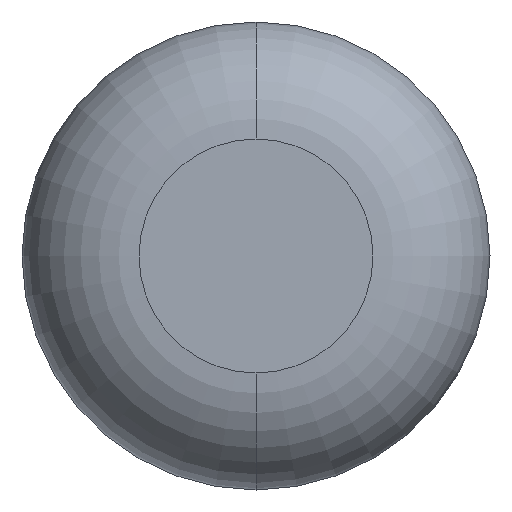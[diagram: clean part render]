
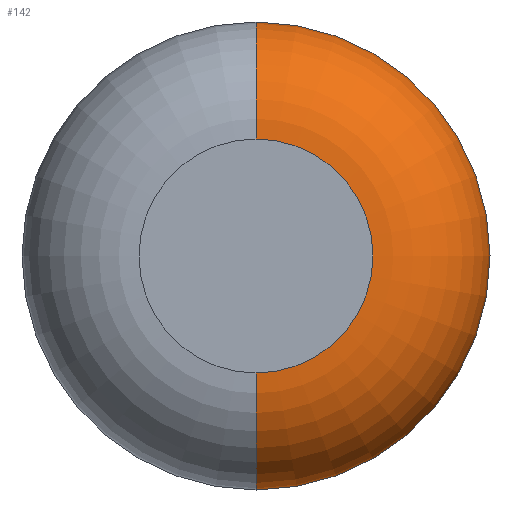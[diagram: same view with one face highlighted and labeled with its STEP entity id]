
A CAD part, front view. The second image highlights one B-rep face of the part: STEP entity #142.
In plain terms, the highlighted toroidal (fillet/blend) face has major radius 6.35 mm and minor radius 6.35 mm.
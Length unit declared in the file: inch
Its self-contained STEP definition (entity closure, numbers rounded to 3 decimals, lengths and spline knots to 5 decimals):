
#4 = DIRECTION ( 'NONE',  ( 1., 0., 0. ) ) ;
#6 = CARTESIAN_POINT ( 'NONE',  ( 0., 0.25, 0. ) ) ;
#7 = CIRCLE ( 'NONE', #233, 0.25 ) ;
#20 = CARTESIAN_POINT ( 'NONE',  ( 0., 0.25, -0.5 ) ) ;
#38 = CARTESIAN_POINT ( 'NONE',  ( 0., 0.25, 0.25 ) ) ;
#39 = ORIENTED_EDGE ( 'NONE', *, *, #58, .F. ) ;
#51 = DIRECTION ( 'NONE',  ( 0., -1., 0. ) ) ;
#58 = EDGE_CURVE ( 'NONE', #94, #268, #70, .T. ) ;
#66 = VERTEX_POINT ( 'NONE', #20 ) ;
#70 = CIRCLE ( 'NONE', #202, 0.25 ) ;
#75 = DIRECTION ( 'NONE',  ( 0., 0., -1. ) ) ;
#77 = ORIENTED_EDGE ( 'NONE', *, *, #96, .F. ) ;
#89 = DIRECTION ( 'NONE',  ( 0., 0., -1. ) ) ;
#94 = VERTEX_POINT ( 'NONE', #277 ) ;
#96 = EDGE_CURVE ( 'NONE', #66, #94, #7, .T. ) ;
#128 = FACE_OUTER_BOUND ( 'NONE', #217, .T. ) ;
#142 = ADVANCED_FACE ( 'NONE', ( #128 ), #308, .T. ) ;
#148 = CARTESIAN_POINT ( 'NONE',  ( 0., 0., 0. ) ) ;
#179 = DIRECTION ( 'NONE',  ( 0., 0., -1. ) ) ;
#191 = ORIENTED_EDGE ( 'NONE', *, *, #366, .T. ) ;
#195 = ORIENTED_EDGE ( 'NONE', *, *, #389, .T. ) ;
#196 = DIRECTION ( 'NONE',  ( 0., 0., -1. ) ) ;
#202 = AXIS2_PLACEMENT_3D ( 'NONE', #148, #360, #89 ) ;
#207 = CARTESIAN_POINT ( 'NONE',  ( 0., 0., 0.25 ) ) ;
#211 = CARTESIAN_POINT ( 'NONE',  ( 0., 0.25, -0.25 ) ) ;
#217 = EDGE_LOOP ( 'NONE', ( #191, #195, #39, #77 ) ) ;
#221 = VERTEX_POINT ( 'NONE', #355 ) ;
#229 = CIRCLE ( 'NONE', #335, 0.25 ) ;
#230 = DIRECTION ( 'NONE',  ( -1., 0., 0. ) ) ;
#233 = AXIS2_PLACEMENT_3D ( 'NONE', #211, #230, #356 ) ;
#251 = AXIS2_PLACEMENT_3D ( 'NONE', #297, #51, #179 ) ;
#268 = VERTEX_POINT ( 'NONE', #207 ) ;
#277 = CARTESIAN_POINT ( 'NONE',  ( 0., 0., -0.25 ) ) ;
#297 = CARTESIAN_POINT ( 'NONE',  ( 0., 0.25, 0. ) ) ;
#308 = TOROIDAL_SURFACE ( 'NONE', #347, 0.25, 0.25 ) ;
#335 = AXIS2_PLACEMENT_3D ( 'NONE', #38, #4, #75 ) ;
#345 = DIRECTION ( 'NONE',  ( 0., -1., 0. ) ) ;
#347 = AXIS2_PLACEMENT_3D ( 'NONE', #6, #345, #196 ) ;
#355 = CARTESIAN_POINT ( 'NONE',  ( 0., 0.25, 0.5 ) ) ;
#356 = DIRECTION ( 'NONE',  ( 0., 0., 1. ) ) ;
#360 = DIRECTION ( 'NONE',  ( 0., -1., 0. ) ) ;
#366 = EDGE_CURVE ( 'NONE', #66, #221, #371, .T. ) ;
#371 = CIRCLE ( 'NONE', #251, 0.5 ) ;
#389 = EDGE_CURVE ( 'NONE', #221, #268, #229, .T. ) ;
